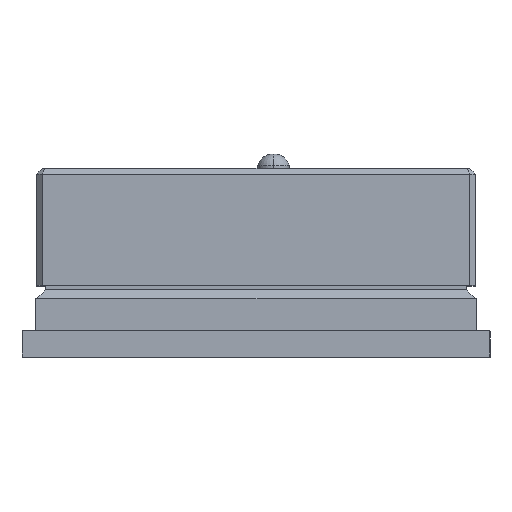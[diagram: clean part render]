
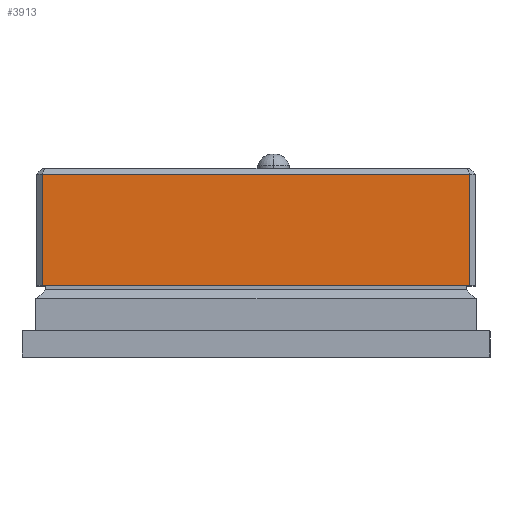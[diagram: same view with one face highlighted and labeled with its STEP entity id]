
A CAD part, top view. The second image highlights one B-rep face of the part: STEP entity #3913.
In plain terms, the highlighted planar face has unit normal (0, 0, 1).
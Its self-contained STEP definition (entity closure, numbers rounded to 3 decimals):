
#18 = VERTEX_POINT ( 'NONE', #7198 ) ;
#48 = EDGE_CURVE ( 'NONE', #1842, #481, #5705, .T. ) ;
#254 = DIRECTION ( 'NONE',  ( 0., 0., -1. ) ) ;
#429 = CARTESIAN_POINT ( 'NONE',  ( -7.3, 2.45, 7.5 ) ) ;
#481 = VERTEX_POINT ( 'NONE', #429 ) ;
#867 = LINE ( 'NONE', #2797, #7258 ) ;
#885 = VECTOR ( 'NONE', #6885, 1000. ) ;
#1319 = CARTESIAN_POINT ( 'NONE',  ( -7.3, 6.25, 7.5 ) ) ;
#1343 = CARTESIAN_POINT ( 'NONE',  ( -7.5, 6.45, 7.5 ) ) ;
#1476 = CARTESIAN_POINT ( 'NONE',  ( 7.3, 2.45, 7.5 ) ) ;
#1842 = VERTEX_POINT ( 'NONE', #2320 ) ;
#1972 = ORIENTED_EDGE ( 'NONE', *, *, #2201, .T. ) ;
#2201 = EDGE_CURVE ( 'NONE', #4719, #481, #867, .T. ) ;
#2320 = CARTESIAN_POINT ( 'NONE',  ( 7.3, 2.45, 7.5 ) ) ;
#2374 = LINE ( 'NONE', #1319, #5089 ) ;
#2430 = DIRECTION ( 'NONE',  ( -1., 0., 0. ) ) ;
#2532 = VECTOR ( 'NONE', #2623, 1000. ) ;
#2584 = PLANE ( 'NONE',  #3490 ) ;
#2623 = DIRECTION ( 'NONE',  ( -1., 0., 0. ) ) ;
#2642 = ORIENTED_EDGE ( 'NONE', *, *, #48, .F. ) ;
#2797 = CARTESIAN_POINT ( 'NONE',  ( -7.3, 6.45, 7.5 ) ) ;
#3207 = EDGE_LOOP ( 'NONE', ( #2642, #7149, #5615, #1972 ) ) ;
#3426 = EDGE_CURVE ( 'NONE', #1842, #18, #6763, .T. ) ;
#3490 = AXIS2_PLACEMENT_3D ( 'NONE', #1343, #254, #7207 ) ;
#3859 = FACE_OUTER_BOUND ( 'NONE', #3207, .T. ) ;
#3913 = ADVANCED_FACE ( 'NONE', ( #3859 ), #2584, .F. ) ;
#4012 = CARTESIAN_POINT ( 'NONE',  ( 7.3, 6.45, 7.5 ) ) ;
#4719 = VERTEX_POINT ( 'NONE', #6091 ) ;
#5089 = VECTOR ( 'NONE', #2430, 1000. ) ;
#5615 = ORIENTED_EDGE ( 'NONE', *, *, #6458, .T. ) ;
#5705 = LINE ( 'NONE', #1476, #2532 ) ;
#6091 = CARTESIAN_POINT ( 'NONE',  ( -7.3, 6.25, 7.5 ) ) ;
#6458 = EDGE_CURVE ( 'NONE', #18, #4719, #2374, .T. ) ;
#6763 = LINE ( 'NONE', #4012, #885 ) ;
#6844 = DIRECTION ( 'NONE',  ( 0., -1., 0. ) ) ;
#6885 = DIRECTION ( 'NONE',  ( 0., 1., 0. ) ) ;
#7149 = ORIENTED_EDGE ( 'NONE', *, *, #3426, .T. ) ;
#7198 = CARTESIAN_POINT ( 'NONE',  ( 7.3, 6.25, 7.5 ) ) ;
#7207 = DIRECTION ( 'NONE',  ( 0., -1., 0. ) ) ;
#7258 = VECTOR ( 'NONE', #6844, 1000. ) ;
